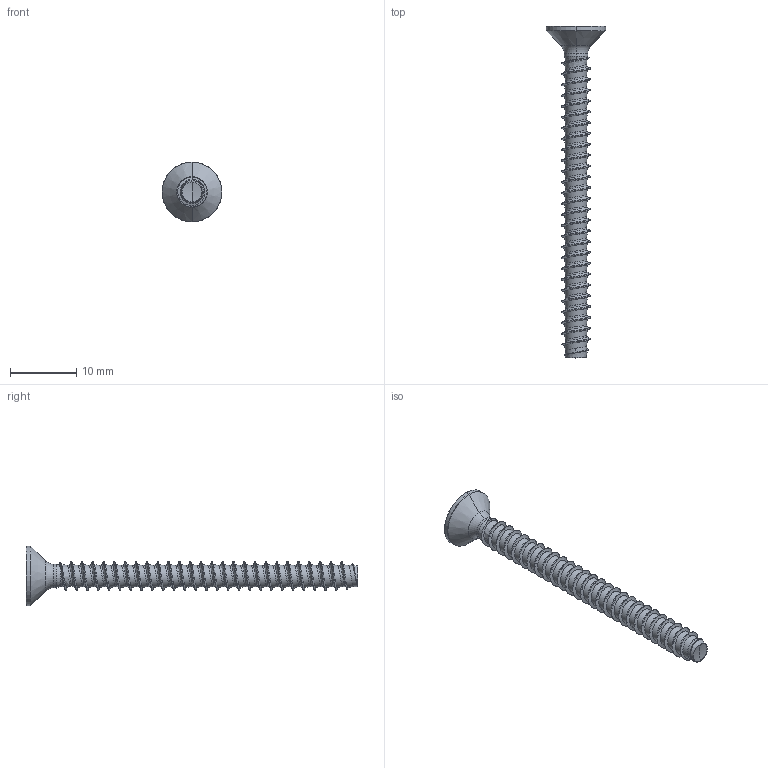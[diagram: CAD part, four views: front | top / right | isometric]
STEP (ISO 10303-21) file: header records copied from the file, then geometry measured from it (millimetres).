
FILE_DESCRIPTION (( 'STEP AP203' ), '1' );
FILE_NAME ('STP410450500.STEP', '2017-08-16T14:01:44', ( '' ), ( '' ), 'SwSTEP 2.0', 'SolidWorks 2015', '' );
FILE_SCHEMA (( 'CONFIG_CONTROL_DESIGN' ));
Length unit declared in the file: millimetre
Products named in the file (1): STP410450500
Bounding box: 9 x 50 x 9 mm (x, y, z)
Volume: 550.6 mm3; surface area: 966.4 mm2
Topology: 1 solids, 1 shells, 139 faces, 364 edges, 227 vertices
Faces by surface type: cylinder 81, bspline 35, cone 13, torus 6, sphere 2, plane 2
Entity records: 38010 total; most frequent: CARTESIAN_POINT 35084, ORIENTED_EDGE 724, DIRECTION 428, EDGE_CURVE 362, VERTEX_POINT 227, AXIS2_PLACEMENT_3D 165, B_SPLINE_CURVE_WITH_KNOTS 148, EDGE_LOOP 141
